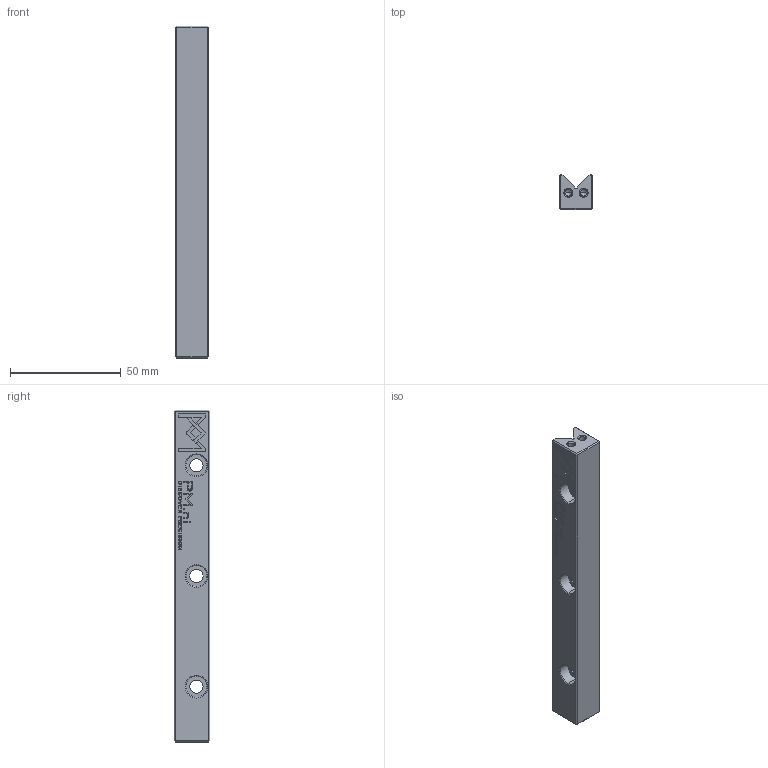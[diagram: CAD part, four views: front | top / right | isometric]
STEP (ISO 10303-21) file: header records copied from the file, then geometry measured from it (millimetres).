
FILE_DESCRIPTION(/* description */ (''),/* implementation_level */ '2;1');
FILE_NAME(/* name */ 'N62015_150.stp',/* time_stamp */ '2024-11-15T10:22:45+01:00',/* author */ (''),/* organization */ (''),/* preprocessor_version */ 'ST-DEVELOPER v16.7',/* originating_system */ 'SIEMENS PLM Software NX 12.0',/* authorisation */ '');
FILE_SCHEMA (('AUTOMOTIVE_DESIGN { 1 0 10303 214 3 1 1 1 }'));
Length unit declared in the file: millimetre
Products named in the file (1): N062015_150_stp
Bounding box: 15 x 16 x 150 mm (x, y, z)
Volume: 27647.6 mm3; surface area: 11562.6 mm2
Topology: 1 solids, 1 shells, 376 faces, 962 edges, 620 vertices
Faces by surface type: plane 236, bspline 90, cone 28, cylinder 22
Entity records: 13702 total; most frequent: CARTESIAN_POINT 3193, ORIENTED_EDGE 1908, DIRECTION 1412, EDGE_CURVE 954, LINE 710, VECTOR 710, VERTEX_POINT 620, EDGE_LOOP 422
